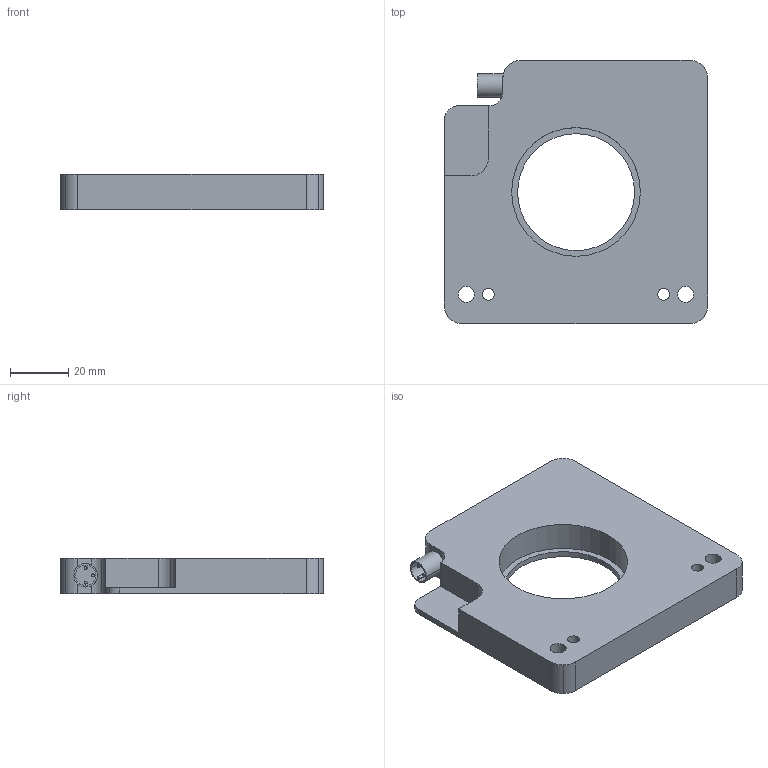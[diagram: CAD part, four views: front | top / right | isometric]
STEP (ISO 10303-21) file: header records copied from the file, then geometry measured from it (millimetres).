
FILE_DESCRIPTION(('STEP AP214'),'1');
FILE_NAME('tmp0.step','2019-05-21T13:40:43',(' '),(' '),'Spatial InterOp 3D',' ',' ');
FILE_SCHEMA(('automotive_design'));
Length unit declared in the file: millimetre
Products named in the file (1): 1
Bounding box: 90 x 90 x 12 mm (x, y, z)
Volume: 70974.6 mm3; surface area: 19843.9 mm2
Topology: 1 solids, 1 shells, 60 faces, 153 edges, 102 vertices
Faces by surface type: cylinder 40, plane 20
Entity records: 3336 total; most frequent: CARTESIAN_POINT 364, DIRECTION 351, ORIENTED_EDGE 306, STYLED_ITEM 244, PRESENTATION_STYLE_ASSIGNMENT 244, COLOUR_RGB 244, EDGE_CURVE 153, AXIS2_PLACEMENT_3D 141
